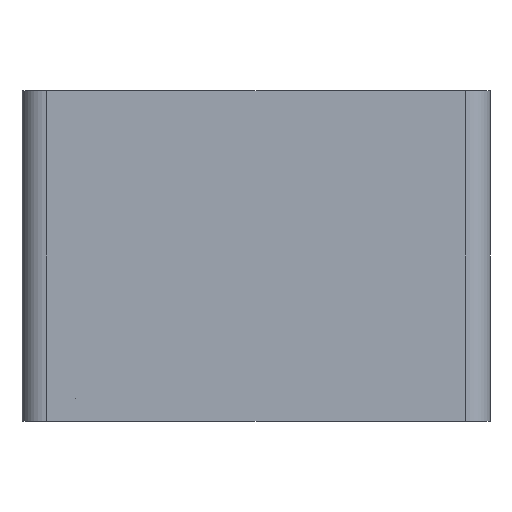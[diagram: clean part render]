
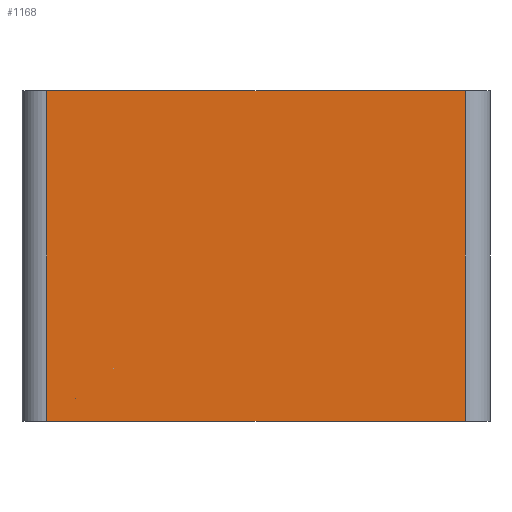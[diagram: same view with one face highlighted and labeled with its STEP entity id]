
A CAD part, left-side view. The second image highlights one B-rep face of the part: STEP entity #1168.
In plain terms, the highlighted planar face has unit normal (-1, 0, 0).
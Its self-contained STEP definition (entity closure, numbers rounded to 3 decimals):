
#59 = CARTESIAN_POINT ( 'NONE',  ( -42.5, -38., 0. ) ) ;
#500 = CARTESIAN_POINT ( 'NONE',  ( -42.5, 38., -12.728 ) ) ;
#571 = CARTESIAN_POINT ( 'NONE',  ( -42.5, -42.5, 60. ) ) ;
#700 = CARTESIAN_POINT ( 'NONE',  ( -42.5, 38., 0. ) ) ;
#716 = VECTOR ( 'NONE', #1219, 1000. ) ;
#919 = CARTESIAN_POINT ( 'NONE',  ( -42.5, -42.5, 60. ) ) ;
#1051 = VECTOR ( 'NONE', #3419, 1000. ) ;
#1074 = EDGE_CURVE ( 'NONE', #1079, #6164, #5705, .T. ) ;
#1079 = VERTEX_POINT ( 'NONE', #700 ) ;
#1143 = CARTESIAN_POINT ( 'NONE',  ( -42.5, -38., 60. ) ) ;
#1168 = ADVANCED_FACE ( 'NONE', ( #1302 ), #3501, .F. ) ;
#1219 = DIRECTION ( 'NONE',  ( 0., -1., 0. ) ) ;
#1302 = FACE_OUTER_BOUND ( 'NONE', #2927, .T. ) ;
#1584 = LINE ( 'NONE', #919, #4736 ) ;
#1724 = VECTOR ( 'NONE', #5919, 1000. ) ;
#1924 = ORIENTED_EDGE ( 'NONE', *, *, #2741, .T. ) ;
#2075 = ORIENTED_EDGE ( 'NONE', *, *, #1074, .T. ) ;
#2741 = EDGE_CURVE ( 'NONE', #6164, #5734, #3503, .T. ) ;
#2927 = EDGE_LOOP ( 'NONE', ( #1924, #6273, #3569, #2075 ) ) ;
#3028 = LINE ( 'NONE', #500, #1724 ) ;
#3419 = DIRECTION ( 'NONE',  ( 0., 0., 1. ) ) ;
#3477 = DIRECTION ( 'NONE',  ( 0., 0., -1. ) ) ;
#3501 = PLANE ( 'NONE',  #5227 ) ;
#3503 = LINE ( 'NONE', #5831, #1051 ) ;
#3569 = ORIENTED_EDGE ( 'NONE', *, *, #5429, .F. ) ;
#3842 = VERTEX_POINT ( 'NONE', #5299 ) ;
#3843 = EDGE_CURVE ( 'NONE', #3842, #5734, #1584, .T. ) ;
#4483 = DIRECTION ( 'NONE',  ( 1., 0., 0. ) ) ;
#4736 = VECTOR ( 'NONE', #6302, 1000. ) ;
#5227 = AXIS2_PLACEMENT_3D ( 'NONE', #571, #4483, #3477 ) ;
#5299 = CARTESIAN_POINT ( 'NONE',  ( -42.5, 38., 60. ) ) ;
#5429 = EDGE_CURVE ( 'NONE', #1079, #3842, #3028, .T. ) ;
#5705 = LINE ( 'NONE', #6079, #716 ) ;
#5734 = VERTEX_POINT ( 'NONE', #1143 ) ;
#5831 = CARTESIAN_POINT ( 'NONE',  ( -42.5, -38., -12.728 ) ) ;
#5919 = DIRECTION ( 'NONE',  ( 0., 0., 1. ) ) ;
#6079 = CARTESIAN_POINT ( 'NONE',  ( -42.5, -42.5, 0. ) ) ;
#6164 = VERTEX_POINT ( 'NONE', #59 ) ;
#6273 = ORIENTED_EDGE ( 'NONE', *, *, #3843, .F. ) ;
#6302 = DIRECTION ( 'NONE',  ( 0., -1., 0. ) ) ;
